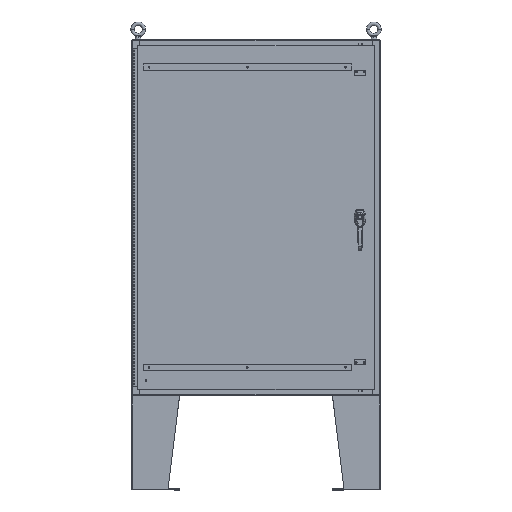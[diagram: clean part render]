
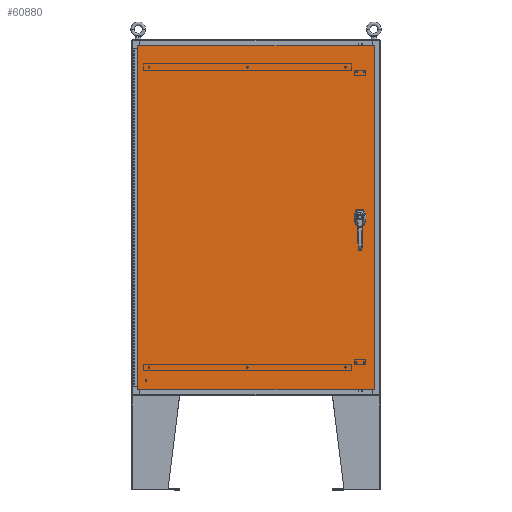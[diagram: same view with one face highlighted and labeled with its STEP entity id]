
A CAD part, top view. The second image highlights one B-rep face of the part: STEP entity #60880.
In plain terms, the highlighted planar face has unit normal (0, 0, 1).
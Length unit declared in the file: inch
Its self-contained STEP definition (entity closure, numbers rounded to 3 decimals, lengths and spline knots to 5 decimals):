
#1777 = CARTESIAN_POINT ( 'NONE',  ( 17.981, -0.20023, 0. ) ) ;
#3721 = EDGE_CURVE ( 'NONE', #62964, #129154, #129978, .T. ) ;
#3766 = AXIS2_PLACEMENT_3D ( 'NONE', #23827, #46587, #125757 ) ;
#4771 = LINE ( 'NONE', #27038, #31212 ) ;
#5386 = AXIS2_PLACEMENT_3D ( 'NONE', #63236, #142260, #74703 ) ;
#7741 = CARTESIAN_POINT ( 'NONE',  ( 17.77823, 0.403, 0. ) ) ;
#8717 = DIRECTION ( 'NONE',  ( 1., 0., 0. ) ) ;
#10146 = LINE ( 'NONE', #122642, #66846 ) ;
#11685 = CARTESIAN_POINT ( 'NONE',  ( 17.578, -1.338, 0. ) ) ;
#17132 = ORIENTED_EDGE ( 'NONE', *, *, #53496, .F. ) ;
#17499 = CARTESIAN_POINT ( 'NONE',  ( -19.9903, -29.0063, 0. ) ) ;
#21462 = AXIS2_PLACEMENT_3D ( 'NONE', #92207, #24220, #103520 ) ;
#23005 = DIRECTION ( 'NONE',  ( 1., 0., 0. ) ) ;
#23827 = CARTESIAN_POINT ( 'NONE',  ( 0., 0., 0. ) ) ;
#24220 = DIRECTION ( 'NONE',  ( 0., 0., 1. ) ) ;
#24965 = VERTEX_POINT ( 'NONE', #37338 ) ;
#26082 = DIRECTION ( 'NONE',  ( 0., 0., 1. ) ) ;
#26765 = VECTOR ( 'NONE', #48690, 39.37008 ) ;
#27038 = CARTESIAN_POINT ( 'NONE',  ( 19.9903, 29.0063, 0. ) ) ;
#27118 = CARTESIAN_POINT ( 'NONE',  ( 0., 0.403, 0. ) ) ;
#27159 = DIRECTION ( 'NONE',  ( 0., 1., 0. ) ) ;
#27243 = DIRECTION ( 'NONE',  ( 0., -1., 0. ) ) ;
#29467 = LINE ( 'NONE', #133643, #86382 ) ;
#30069 = AXIS2_PLACEMENT_3D ( 'NONE', #117338, #49473, #128627 ) ;
#30472 = EDGE_CURVE ( 'NONE', #81009, #86403, #108890, .T. ) ;
#31212 = VECTOR ( 'NONE', #106359, 39.37008 ) ;
#32253 = FACE_BOUND ( 'NONE', #57295, .T. ) ;
#32737 = PLANE ( 'NONE',  #3766 ) ;
#34003 = VERTEX_POINT ( 'NONE', #79096 ) ;
#35611 = CARTESIAN_POINT ( 'NONE',  ( 17.981, 0.20023, 0. ) ) ;
#36749 = VERTEX_POINT ( 'NONE', #134741 ) ;
#36775 = ORIENTED_EDGE ( 'NONE', *, *, #30472, .T. ) ;
#37338 = CARTESIAN_POINT ( 'NONE',  ( 19.9903, -29.0063, 0. ) ) ;
#39550 = EDGE_CURVE ( 'NONE', #74713, #64664, #10146, .T. ) ;
#40003 = EDGE_CURVE ( 'NONE', #36749, #81009, #4771, .T. ) ;
#42058 = ORIENTED_EDGE ( 'NONE', *, *, #74247, .F. ) ;
#43433 = DIRECTION ( 'NONE',  ( 0., -1., 0. ) ) ;
#43546 = VECTOR ( 'NONE', #27159, 39.37008 ) ;
#46587 = DIRECTION ( 'NONE',  ( 0., 0., -1. ) ) ;
#47803 = VERTEX_POINT ( 'NONE', #58201 ) ;
#48165 = EDGE_LOOP ( 'NONE', ( #129208, #108237, #42058, #70906, #132974, #144023, #55362, #50362 ) ) ;
#48690 = DIRECTION ( 'NONE',  ( 0., -1., 0. ) ) ;
#49473 = DIRECTION ( 'NONE',  ( 0., 0., 1. ) ) ;
#50278 = EDGE_CURVE ( 'NONE', #86403, #24965, #62772, .T. ) ;
#50362 = ORIENTED_EDGE ( 'NONE', *, *, #83805, .F. ) ;
#52373 = VECTOR ( 'NONE', #84267, 39.37008 ) ;
#52489 = CARTESIAN_POINT ( 'NONE',  ( -19.9903, -29.0063, 0. ) ) ;
#52740 = ORIENTED_EDGE ( 'NONE', *, *, #72538, .F. ) ;
#53288 = CARTESIAN_POINT ( 'NONE',  ( -19.9903, 29.0063, 0. ) ) ;
#53496 = EDGE_CURVE ( 'NONE', #34003, #104190, #71075, .T. ) ;
#53978 = VERTEX_POINT ( 'NONE', #144542 ) ;
#54554 = DIRECTION ( 'NONE',  ( 1., 0., 0. ) ) ;
#55362 = ORIENTED_EDGE ( 'NONE', *, *, #145493, .F. ) ;
#55782 = ORIENTED_EDGE ( 'NONE', *, *, #40003, .T. ) ;
#57295 = EDGE_LOOP ( 'NONE', ( #52740, #17132 ) ) ;
#57429 = CARTESIAN_POINT ( 'NONE',  ( 17.175, -0.20023, 0. ) ) ;
#58201 = CARTESIAN_POINT ( 'NONE',  ( 17.77823, -0.403, 0. ) ) ;
#60880 = ADVANCED_FACE ( 'NONE', ( #32253, #92680, #119137 ), #32737, .F. ) ;
#62486 = ORIENTED_EDGE ( 'NONE', *, *, #139940, .T. ) ;
#62772 = LINE ( 'NONE', #17499, #115873 ) ;
#62964 = VERTEX_POINT ( 'NONE', #57429 ) ;
#63236 = CARTESIAN_POINT ( 'NONE',  ( 17.578, 0., 0. ) ) ;
#64664 = VERTEX_POINT ( 'NONE', #1777 ) ;
#65080 = CIRCLE ( 'NONE', #30069, 0.1715 ) ;
#66846 = VECTOR ( 'NONE', #43433, 39.37008 ) ;
#70906 = ORIENTED_EDGE ( 'NONE', *, *, #3721, .F. ) ;
#71075 = CIRCLE ( 'NONE', #116038, 0.1715 ) ;
#71259 = EDGE_LOOP ( 'NONE', ( #135468, #62486, #55782, #36775 ) ) ;
#72538 = EDGE_CURVE ( 'NONE', #104190, #34003, #65080, .T. ) ;
#74247 = EDGE_CURVE ( 'NONE', #129154, #47803, #29467, .T. ) ;
#74703 = DIRECTION ( 'NONE',  ( 1., 0., 0. ) ) ;
#74713 = VERTEX_POINT ( 'NONE', #35611 ) ;
#75873 = VERTEX_POINT ( 'NONE', #137231 ) ;
#76793 = EDGE_CURVE ( 'NONE', #75873, #53978, #84150, .T. ) ;
#77168 = AXIS2_PLACEMENT_3D ( 'NONE', #94049, #26082, #105389 ) ;
#78821 = VECTOR ( 'NONE', #27243, 39.37008 ) ;
#79096 = CARTESIAN_POINT ( 'NONE',  ( 17.4065, -1.338, 0. ) ) ;
#81009 = VERTEX_POINT ( 'NONE', #53288 ) ;
#83805 = EDGE_CURVE ( 'NONE', #74713, #136307, #99014, .T. ) ;
#84150 = CIRCLE ( 'NONE', #77168, 0.45 ) ;
#84267 = DIRECTION ( 'NONE',  ( -1., 0., 0. ) ) ;
#84487 = DIRECTION ( 'NONE',  ( 0., 0., 1. ) ) ;
#86382 = VECTOR ( 'NONE', #54554, 39.37008 ) ;
#86403 = VERTEX_POINT ( 'NONE', #52489 ) ;
#91036 = DIRECTION ( 'NONE',  ( 0., 0., 1. ) ) ;
#91716 = CARTESIAN_POINT ( 'NONE',  ( 17.37777, -0.403, 0. ) ) ;
#92207 = CARTESIAN_POINT ( 'NONE',  ( 17.578, 0., 0. ) ) ;
#92680 = FACE_OUTER_BOUND ( 'NONE', #71259, .T. ) ;
#94049 = CARTESIAN_POINT ( 'NONE',  ( 17.578, 0., 0. ) ) ;
#95139 = CARTESIAN_POINT ( 'NONE',  ( 19.9903, -29.0063, 0. ) ) ;
#99014 = CIRCLE ( 'NONE', #21462, 0.45 ) ;
#103520 = DIRECTION ( 'NONE',  ( 1., 0., 0. ) ) ;
#104190 = VERTEX_POINT ( 'NONE', #128588 ) ;
#105389 = DIRECTION ( 'NONE',  ( 1., 0., 0. ) ) ;
#106359 = DIRECTION ( 'NONE',  ( -1., 0., 0. ) ) ;
#108237 = ORIENTED_EDGE ( 'NONE', *, *, #131270, .F. ) ;
#108890 = LINE ( 'NONE', #140028, #78821 ) ;
#112364 = CIRCLE ( 'NONE', #5386, 0.45 ) ;
#112713 = LINE ( 'NONE', #27118, #52373 ) ;
#115873 = VECTOR ( 'NONE', #130753, 39.37008 ) ;
#116038 = AXIS2_PLACEMENT_3D ( 'NONE', #11685, #91036, #23005 ) ;
#117159 = LINE ( 'NONE', #127861, #26765 ) ;
#117338 = CARTESIAN_POINT ( 'NONE',  ( 17.578, -1.338, 0. ) ) ;
#119137 = FACE_BOUND ( 'NONE', #48165, .T. ) ;
#122642 = CARTESIAN_POINT ( 'NONE',  ( 17.981, 0., 0. ) ) ;
#125757 = DIRECTION ( 'NONE',  ( -1., 0., 0. ) ) ;
#127861 = CARTESIAN_POINT ( 'NONE',  ( 17.175, 0., 0. ) ) ;
#128588 = CARTESIAN_POINT ( 'NONE',  ( 17.7495, -1.338, 0. ) ) ;
#128627 = DIRECTION ( 'NONE',  ( 1., 0., 0. ) ) ;
#129154 = VERTEX_POINT ( 'NONE', #91716 ) ;
#129208 = ORIENTED_EDGE ( 'NONE', *, *, #39550, .T. ) ;
#129978 = CIRCLE ( 'NONE', #133590, 0.45 ) ;
#130753 = DIRECTION ( 'NONE',  ( 1., 0., 0. ) ) ;
#131270 = EDGE_CURVE ( 'NONE', #47803, #64664, #112364, .T. ) ;
#132974 = ORIENTED_EDGE ( 'NONE', *, *, #133772, .F. ) ;
#133590 = AXIS2_PLACEMENT_3D ( 'NONE', #136194, #84487, #8717 ) ;
#133643 = CARTESIAN_POINT ( 'NONE',  ( 0., -0.403, 0. ) ) ;
#133772 = EDGE_CURVE ( 'NONE', #53978, #62964, #117159, .T. ) ;
#134741 = CARTESIAN_POINT ( 'NONE',  ( 19.9903, 29.0063, 0. ) ) ;
#135468 = ORIENTED_EDGE ( 'NONE', *, *, #50278, .T. ) ;
#136194 = CARTESIAN_POINT ( 'NONE',  ( 17.578, 0., 0. ) ) ;
#136307 = VERTEX_POINT ( 'NONE', #7741 ) ;
#137231 = CARTESIAN_POINT ( 'NONE',  ( 17.37777, 0.403, 0. ) ) ;
#137335 = LINE ( 'NONE', #95139, #43546 ) ;
#139940 = EDGE_CURVE ( 'NONE', #24965, #36749, #137335, .T. ) ;
#140028 = CARTESIAN_POINT ( 'NONE',  ( -19.9903, 29.0063, 0. ) ) ;
#142260 = DIRECTION ( 'NONE',  ( 0., 0., 1. ) ) ;
#144023 = ORIENTED_EDGE ( 'NONE', *, *, #76793, .F. ) ;
#144542 = CARTESIAN_POINT ( 'NONE',  ( 17.175, 0.20023, 0. ) ) ;
#145493 = EDGE_CURVE ( 'NONE', #136307, #75873, #112713, .T. ) ;
